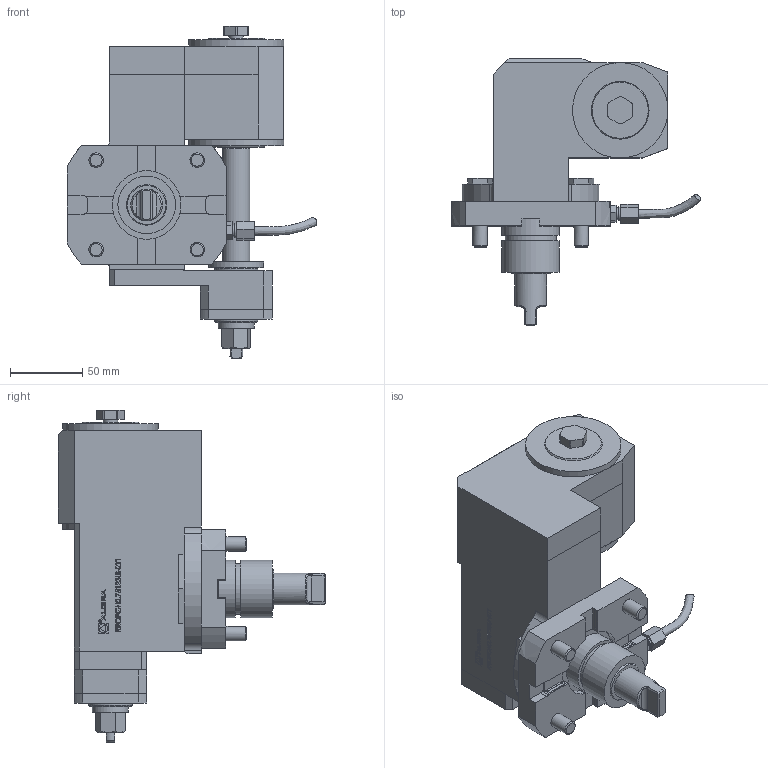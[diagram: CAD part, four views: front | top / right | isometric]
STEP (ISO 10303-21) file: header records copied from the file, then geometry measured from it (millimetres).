
FILE_DESCRIPTION (( 'STEP AP214' ), '1' );
FILE_NAME ('RROPGH0.75123UNZT1.STEP', '2023-11-29T12:54:08', ( '' ), ( '' ), 'SwSTEP 2.0', 'SolidWorks 2023', '' );
FILE_SCHEMA (( 'AUTOMOTIVE_DESIGN' ));
Length unit declared in the file: millimetre
Products named in the file (1): RROPGH0.75123UNZT1
Bounding box: 172.79 x 185 x 229.9 mm (x, y, z)
Volume: 1419937.5 mm3; surface area: 124738 mm2
Topology: 2 solids, 5 shells, 662 faces, 1684 edges, 1101 vertices
Faces by surface type: plane 436, cylinder 106, bspline 92, cone 22, torus 6
Full cylindrical faces by diameter (mm): 1.7 x1, 2.1 x1, 6.366 x1, 8.15 x1, 9.8 x1, 10 x5, 16 x1, 19.05 x1, 22 x1, 25 x1, 30 x2, 35.2 x1, 38 x1, 39.9 x2, 66 x2
Entity records: 29591 total; most frequent: CARTESIAN_POINT 10697, ORIENTED_EDGE 3274, DIRECTION 2823, EDGE_CURVE 1637, LINE 1155, VECTOR 1155, VERTEX_POINT 1089, AXIS2_PLACEMENT_3D 834
